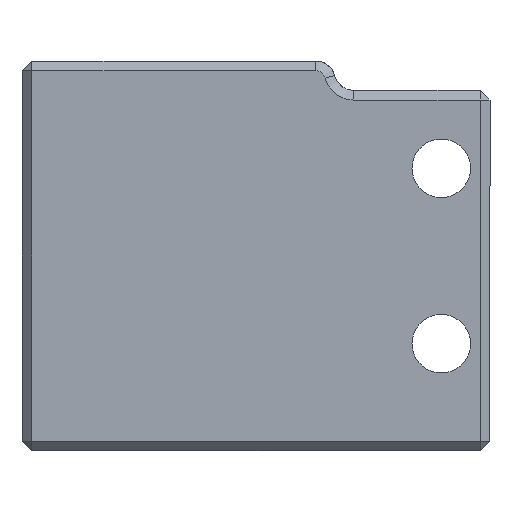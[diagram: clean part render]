
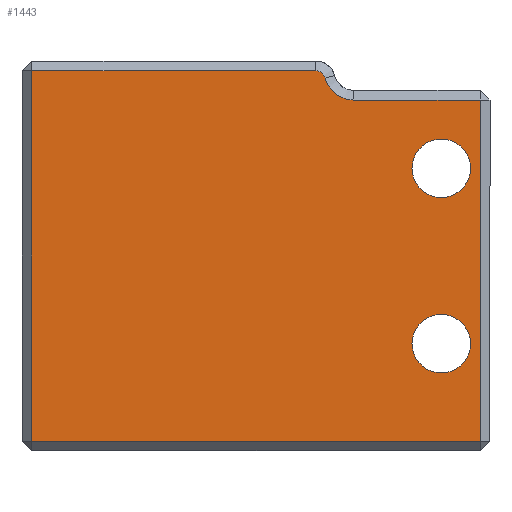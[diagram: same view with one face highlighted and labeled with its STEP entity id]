
A CAD part, front view. The second image highlights one B-rep face of the part: STEP entity #1443.
In plain terms, the highlighted planar face has unit normal (0, -1, 0).
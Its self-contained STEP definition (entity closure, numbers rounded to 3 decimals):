
#137=LINE('',#2787,#251);
#142=LINE('',#2797,#256);
#151=LINE('',#2812,#265);
#153=LINE('',#2816,#267);
#156=LINE('',#2830,#270);
#251=VECTOR('',#1776,23.);
#256=VECTOR('',#1785,17.5);
#265=VECTOR('',#1802,19.);
#267=VECTOR('',#1806,14.564);
#270=VECTOR('',#1823,6.5);
#334=PLANE('',#1562);
#365=FACE_BOUND('',#553,.T.);
#366=FACE_BOUND('',#554,.T.);
#454=FACE_OUTER_BOUND('',#552,.T.);
#552=EDGE_LOOP('',(#1278,#1279,#1280,#1281,#1282,#1283,#1284));
#553=EDGE_LOOP('',(#1285));
#554=EDGE_LOOP('',(#1286));
#615=CIRCLE('',#1531,0.5);
#617=CIRCLE('',#1534,1.5);
#624=CIRCLE('',#1563,1.5);
#625=CIRCLE('',#1564,1.5);
#718=VERTEX_POINT('',#2761);
#724=VERTEX_POINT('',#2783);
#725=VERTEX_POINT('',#2789);
#729=VERTEX_POINT('',#2808);
#730=VERTEX_POINT('',#2814);
#731=VERTEX_POINT('',#2818);
#733=VERTEX_POINT('',#2824);
#744=VERTEX_POINT('',#2889);
#745=VERTEX_POINT('',#2891);
#887=EDGE_CURVE('',#718,#724,#137,.T.);
#892=EDGE_CURVE('',#725,#718,#142,.T.);
#901=EDGE_CURVE('',#724,#729,#151,.T.);
#903=EDGE_CURVE('',#729,#730,#153,.T.);
#906=EDGE_CURVE('',#730,#731,#615,.T.);
#909=EDGE_CURVE('',#731,#733,#617,.T.);
#910=EDGE_CURVE('',#733,#725,#156,.T.);
#939=EDGE_CURVE('',#744,#744,#624,.T.);
#940=EDGE_CURVE('',#745,#745,#625,.T.);
#1278=ORIENTED_EDGE('',*,*,#887,.F.);
#1279=ORIENTED_EDGE('',*,*,#892,.F.);
#1280=ORIENTED_EDGE('',*,*,#910,.F.);
#1281=ORIENTED_EDGE('',*,*,#909,.F.);
#1282=ORIENTED_EDGE('',*,*,#906,.F.);
#1283=ORIENTED_EDGE('',*,*,#903,.F.);
#1284=ORIENTED_EDGE('',*,*,#901,.F.);
#1285=ORIENTED_EDGE('',*,*,#939,.T.);
#1286=ORIENTED_EDGE('',*,*,#940,.T.);
#1443=ADVANCED_FACE('',(#454,#365,#366),#334,.T.);
#1531=AXIS2_PLACEMENT_3D('',#2822,#1812,#1813);
#1534=AXIS2_PLACEMENT_3D('',#2828,#1819,#1820);
#1562=AXIS2_PLACEMENT_3D('',#2888,#1898,#1899);
#1563=AXIS2_PLACEMENT_3D('',#2890,#1900,#1901);
#1564=AXIS2_PLACEMENT_3D('',#2892,#1902,#1903);
#1776=DIRECTION('',(-1.,0.,0.));
#1785=DIRECTION('',(0.,0.,-1.));
#1802=DIRECTION('',(0.,0.,1.));
#1806=DIRECTION('',(1.,0.,0.));
#1812=DIRECTION('center_axis',(0.,1.,0.));
#1813=DIRECTION('ref_axis',(0.,0.,
1.));
#1819=DIRECTION('center_axis',(0.,-1.,0.));
#1820=DIRECTION('ref_axis',(-0.707,0.,-0.707));
#1823=DIRECTION('',(1.,0.,0.));
#1898=DIRECTION('center_axis',(0.,-1.,0.));
#1899=DIRECTION('ref_axis',(0.,0.,-1.));
#1900=DIRECTION('center_axis',(0.,1.,0.));
#1901=DIRECTION('ref_axis',(-1.,0.,0.));
#1902=DIRECTION('center_axis',(0.,1.,0.));
#1903=DIRECTION('ref_axis',(-1.,0.,0.));
#2761=CARTESIAN_POINT('',(-0.5,0.,0.5));
#2783=CARTESIAN_POINT('',(-23.5,0.,0.5));
#2787=CARTESIAN_POINT('',(-6.,0.,0.5));
#2789=CARTESIAN_POINT('',(-0.5,0.,18.));
#2797=CARTESIAN_POINT('',(-0.5,0.,15.));
#2808=CARTESIAN_POINT('',(-23.5,0.,19.5));
#2812=CARTESIAN_POINT('',(-23.5,0.,5.));
#2814=CARTESIAN_POINT('',(-8.936,0.,19.5));
#2816=CARTESIAN_POINT('',(-18.,0.,19.5));
#2818=CARTESIAN_POINT('',(-8.452,0.,19.125));
#2822=CARTESIAN_POINT('Origin',(-8.936,0.,19.));
#2824=CARTESIAN_POINT('',(-7.,0.,18.));
#2828=CARTESIAN_POINT('Origin',(-7.,0.,
19.5));
#2830=CARTESIAN_POINT('',(-6.,0.,18.));
#2888=CARTESIAN_POINT('Origin',(-12.,0.,10.));
#2889=CARTESIAN_POINT('',(-1.,0.,14.5));
#2890=CARTESIAN_POINT('Origin',(-2.5,0.,14.5));
#2891=CARTESIAN_POINT('',(-1.,0.,5.5));
#2892=CARTESIAN_POINT('Origin',(-2.5,0.,5.5));
